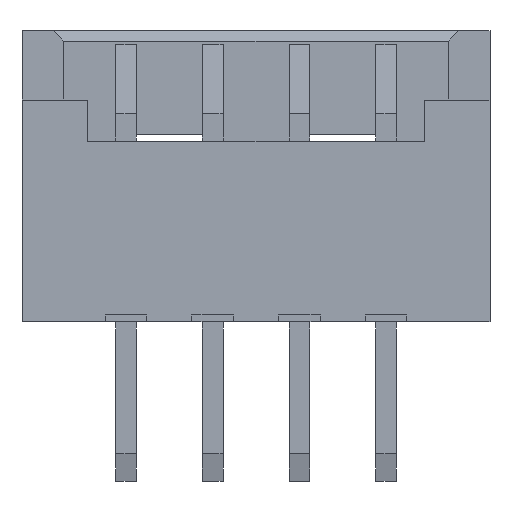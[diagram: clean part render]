
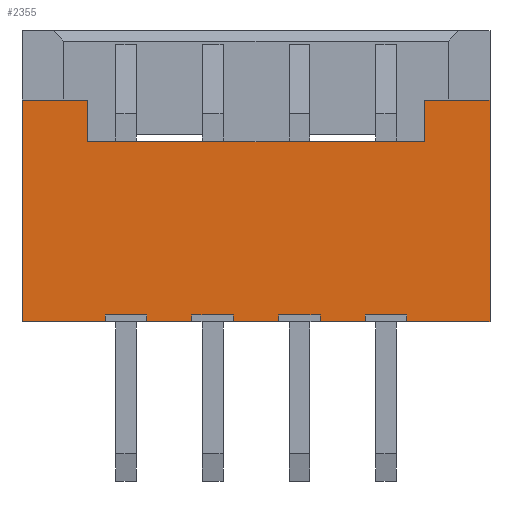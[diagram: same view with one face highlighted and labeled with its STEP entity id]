
A CAD part, front view. The second image highlights one B-rep face of the part: STEP entity #2355.
In plain terms, the highlighted planar face has unit normal (0, -1, 0).
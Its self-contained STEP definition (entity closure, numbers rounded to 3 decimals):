
#202=ORIENTED_EDGE('',*,*,#873,.F.);
#203=ORIENTED_EDGE('',*,*,#874,.F.);
#204=ORIENTED_EDGE('',*,*,#875,.F.);
#205=ORIENTED_EDGE('',*,*,#876,.F.);
#206=ORIENTED_EDGE('',*,*,#877,.F.);
#207=ORIENTED_EDGE('',*,*,#812,.F.);
#208=ORIENTED_EDGE('',*,*,#878,.F.);
#209=ORIENTED_EDGE('',*,*,#879,.F.);
#210=ORIENTED_EDGE('',*,*,#880,.T.);
#211=ORIENTED_EDGE('',*,*,#808,.F.);
#212=ORIENTED_EDGE('',*,*,#881,.F.);
#213=ORIENTED_EDGE('',*,*,#882,.F.);
#214=ORIENTED_EDGE('',*,*,#883,.T.);
#215=ORIENTED_EDGE('',*,*,#804,.F.);
#216=ORIENTED_EDGE('',*,*,#884,.F.);
#217=ORIENTED_EDGE('',*,*,#885,.F.);
#218=ORIENTED_EDGE('',*,*,#886,.T.);
#219=ORIENTED_EDGE('',*,*,#800,.F.);
#220=ORIENTED_EDGE('',*,*,#887,.F.);
#221=ORIENTED_EDGE('',*,*,#888,.F.);
#222=ORIENTED_EDGE('',*,*,#889,.T.);
#223=ORIENTED_EDGE('',*,*,#796,.F.);
#224=ORIENTED_EDGE('',*,*,#890,.T.);
#225=ORIENTED_EDGE('',*,*,#891,.F.);
#796=EDGE_CURVE('',#1130,#1131,#1357,.T.);
#800=EDGE_CURVE('',#1134,#1135,#1361,.T.);
#804=EDGE_CURVE('',#1138,#1139,#1365,.T.);
#808=EDGE_CURVE('',#1142,#1143,#1369,.T.);
#812=EDGE_CURVE('',#1146,#1147,#1373,.T.);
#873=EDGE_CURVE('',#1205,#1206,#1434,.T.);
#874=EDGE_CURVE('',#1207,#1205,#1435,.T.);
#875=EDGE_CURVE('',#1208,#1207,#1436,.T.);
#876=EDGE_CURVE('',#1209,#1208,#1437,.T.);
#877=EDGE_CURVE('',#1147,#1209,#1438,.T.);
#878=EDGE_CURVE('',#1210,#1146,#1439,.T.);
#879=EDGE_CURVE('',#1211,#1210,#1440,.T.);
#880=EDGE_CURVE('',#1211,#1143,#1441,.T.);
#881=EDGE_CURVE('',#1212,#1142,#1442,.T.);
#882=EDGE_CURVE('',#1213,#1212,#1443,.T.);
#883=EDGE_CURVE('',#1213,#1139,#1444,.T.);
#884=EDGE_CURVE('',#1214,#1138,#1445,.T.);
#885=EDGE_CURVE('',#1215,#1214,#1446,.T.);
#886=EDGE_CURVE('',#1215,#1135,#1447,.T.);
#887=EDGE_CURVE('',#1216,#1134,#1448,.T.);
#888=EDGE_CURVE('',#1217,#1216,#1449,.T.);
#889=EDGE_CURVE('',#1217,#1131,#1450,.T.);
#890=EDGE_CURVE('',#1130,#1218,#1451,.T.);
#891=EDGE_CURVE('',#1206,#1218,#1452,.T.);
#1130=VERTEX_POINT('',#3368);
#1131=VERTEX_POINT('',#3370);
#1134=VERTEX_POINT('',#3376);
#1135=VERTEX_POINT('',#3378);
#1138=VERTEX_POINT('',#3384);
#1139=VERTEX_POINT('',#3386);
#1142=VERTEX_POINT('',#3392);
#1143=VERTEX_POINT('',#3394);
#1146=VERTEX_POINT('',#3400);
#1147=VERTEX_POINT('',#3402);
#1205=VERTEX_POINT('',#3524);
#1206=VERTEX_POINT('',#3525);
#1207=VERTEX_POINT('',#3527);
#1208=VERTEX_POINT('',#3529);
#1209=VERTEX_POINT('',#3531);
#1210=VERTEX_POINT('',#3534);
#1211=VERTEX_POINT('',#3536);
#1212=VERTEX_POINT('',#3539);
#1213=VERTEX_POINT('',#3541);
#1214=VERTEX_POINT('',#3544);
#1215=VERTEX_POINT('',#3546);
#1216=VERTEX_POINT('',#3549);
#1217=VERTEX_POINT('',#3551);
#1218=VERTEX_POINT('',#3554);
#1357=LINE('',#3369,#1696);
#1361=LINE('',#3377,#1700);
#1365=LINE('',#3385,#1704);
#1369=LINE('',#3393,#1708);
#1373=LINE('',#3401,#1712);
#1434=LINE('',#3523,#1773);
#1435=LINE('',#3526,#1774);
#1436=LINE('',#3528,#1775);
#1437=LINE('',#3530,#1776);
#1438=LINE('',#3532,#1777);
#1439=LINE('',#3533,#1778);
#1440=LINE('',#3535,#1779);
#1441=LINE('',#3537,#1780);
#1442=LINE('',#3538,#1781);
#1443=LINE('',#3540,#1782);
#1444=LINE('',#3542,#1783);
#1445=LINE('',#3543,#1784);
#1446=LINE('',#3545,#1785);
#1447=LINE('',#3547,#1786);
#1448=LINE('',#3548,#1787);
#1449=LINE('',#3550,#1788);
#1450=LINE('',#3552,#1789);
#1451=LINE('',#3553,#1790);
#1452=LINE('',#3555,#1791);
#1696=VECTOR('',#2712,1000.);
#1700=VECTOR('',#2716,1000.);
#1704=VECTOR('',#2720,1000.);
#1708=VECTOR('',#2724,1000.);
#1712=VECTOR('',#2728,1000.);
#1773=VECTOR('',#2795,1000.);
#1774=VECTOR('',#2796,1000.);
#1775=VECTOR('',#2797,1000.);
#1776=VECTOR('',#2798,1000.);
#1777=VECTOR('',#2799,1000.);
#1778=VECTOR('',#2800,1000.);
#1779=VECTOR('',#2801,1000.);
#1780=VECTOR('',#2802,1000.);
#1781=VECTOR('',#2803,1000.);
#1782=VECTOR('',#2804,1000.);
#1783=VECTOR('',#2805,1000.);
#1784=VECTOR('',#2806,1000.);
#1785=VECTOR('',#2807,1000.);
#1786=VECTOR('',#2808,1000.);
#1787=VECTOR('',#2809,1000.);
#1788=VECTOR('',#2810,1000.);
#1789=VECTOR('',#2811,1000.);
#1790=VECTOR('',#2812,1000.);
#1791=VECTOR('',#2813,1000.);
#1980=EDGE_LOOP('',(#202,#203,#204,#205,#206,#207,#208,#209,#210,#211,#212,
#213,#214,#215,#216,#217,#218,#219,#220,#221,#222,#223,#224,#225));
#2113=FACE_BOUND('',#1980,.T.);
#2234=PLANE('',#2503);
#2355=ADVANCED_FACE('',(#2113),#2234,.T.);
#2503=AXIS2_PLACEMENT_3D('',#3522,#2793,#2794);
#2712=DIRECTION('',(-1.,0.,0.));
#2716=DIRECTION('',(-1.,0.,0.));
#2720=DIRECTION('',(-1.,0.,0.));
#2724=DIRECTION('',(-1.,0.,0.));
#2728=DIRECTION('',(-1.,0.,0.));
#2793=DIRECTION('',(0.,-1.,0.));
#2794=DIRECTION('',(0.,0.,-1.));
#2795=DIRECTION('',(0.,0.,1.));
#2796=DIRECTION('',(1.,0.,0.));
#2797=DIRECTION('',(0.,0.,-1.));
#2798=DIRECTION('',(1.,0.,0.));
#2799=DIRECTION('',(0.,0.,1.));
#2800=DIRECTION('',(0.,0.,-1.));
#2801=DIRECTION('',(-1.,0.,0.));
#2802=DIRECTION('',(0.,0.,-1.));
#2803=DIRECTION('',(0.,0.,-1.));
#2804=DIRECTION('',(-1.,0.,0.));
#2805=DIRECTION('',(0.,0.,-1.));
#2806=DIRECTION('',(0.,0.,-1.));
#2807=DIRECTION('',(-1.,0.,0.));
#2808=DIRECTION('',(0.,0.,-1.));
#2809=DIRECTION('',(0.,0.,-1.));
#2810=DIRECTION('',(-1.,0.,0.));
#2811=DIRECTION('',(0.,0.,-1.));
#2812=DIRECTION('',(0.,0.,1.));
#2813=DIRECTION('',(1.,0.,0.));
#3368=CARTESIAN_POINT('',(3.375,-1.6,-2.1));
#3369=CARTESIAN_POINT('',(3.375,-1.6,-2.1));
#3370=CARTESIAN_POINT('',(2.175,-1.6,-2.1));
#3376=CARTESIAN_POINT('',(1.575,-1.6,-2.1));
#3377=CARTESIAN_POINT('',(3.375,-1.6,-2.1));
#3378=CARTESIAN_POINT('',(0.925,-1.6,-2.1));
#3384=CARTESIAN_POINT('',(0.325,-1.6,-2.1));
#3385=CARTESIAN_POINT('',(3.375,-1.6,-2.1));
#3386=CARTESIAN_POINT('',(-0.325,-1.6,-2.1));
#3392=CARTESIAN_POINT('',(-0.925,-1.6,-2.1));
#3393=CARTESIAN_POINT('',(3.375,-1.6,-2.1));
#3394=CARTESIAN_POINT('',(-1.575,-1.6,-2.1));
#3400=CARTESIAN_POINT('',(-2.175,-1.6,-2.1));
#3401=CARTESIAN_POINT('',(3.375,-1.6,-2.1));
#3402=CARTESIAN_POINT('',(-3.375,-1.6,-2.1));
#3522=CARTESIAN_POINT('',(3.375,-1.6,-2.1));
#3523=CARTESIAN_POINT('',(2.425,-1.6,0.5));
#3524=CARTESIAN_POINT('',(2.425,-1.6,0.5));
#3525=CARTESIAN_POINT('',(2.425,-1.6,1.1));
#3526=CARTESIAN_POINT('',(-2.425,-1.6,0.5));
#3527=CARTESIAN_POINT('',(-2.425,-1.6,0.5));
#3528=CARTESIAN_POINT('',(-2.425,-1.6,1.1));
#3529=CARTESIAN_POINT('',(-2.425,-1.6,1.1));
#3530=CARTESIAN_POINT('',(-3.375,-1.6,1.1));
#3531=CARTESIAN_POINT('',(-3.375,-1.6,1.1));
#3532=CARTESIAN_POINT('',(-3.375,-1.6,-2.1));
#3533=CARTESIAN_POINT('',(-2.175,-1.6,-2.));
#3534=CARTESIAN_POINT('',(-2.175,-1.6,-2.));
#3535=CARTESIAN_POINT('',(-1.575,-1.6,-2.));
#3536=CARTESIAN_POINT('',(-1.575,-1.6,-2.));
#3537=CARTESIAN_POINT('',(-1.575,-1.6,-2.));
#3538=CARTESIAN_POINT('',(-0.925,-1.6,-2.));
#3539=CARTESIAN_POINT('',(-0.925,-1.6,-2.));
#3540=CARTESIAN_POINT('',(-0.325,-1.6,-2.));
#3541=CARTESIAN_POINT('',(-0.325,-1.6,-2.));
#3542=CARTESIAN_POINT('',(-0.325,-1.6,-2.));
#3543=CARTESIAN_POINT('',(0.325,-1.6,-2.));
#3544=CARTESIAN_POINT('',(0.325,-1.6,-2.));
#3545=CARTESIAN_POINT('',(0.925,-1.6,-2.));
#3546=CARTESIAN_POINT('',(0.925,-1.6,-2.));
#3547=CARTESIAN_POINT('',(0.925,-1.6,-2.));
#3548=CARTESIAN_POINT('',(1.575,-1.6,-2.));
#3549=CARTESIAN_POINT('',(1.575,-1.6,-2.));
#3550=CARTESIAN_POINT('',(2.175,-1.6,-2.));
#3551=CARTESIAN_POINT('',(2.175,-1.6,-2.));
#3552=CARTESIAN_POINT('',(2.175,-1.6,-2.));
#3553=CARTESIAN_POINT('',(3.375,-1.6,-2.1));
#3554=CARTESIAN_POINT('',(3.375,-1.6,1.1));
#3555=CARTESIAN_POINT('',(2.425,-1.6,1.1));
